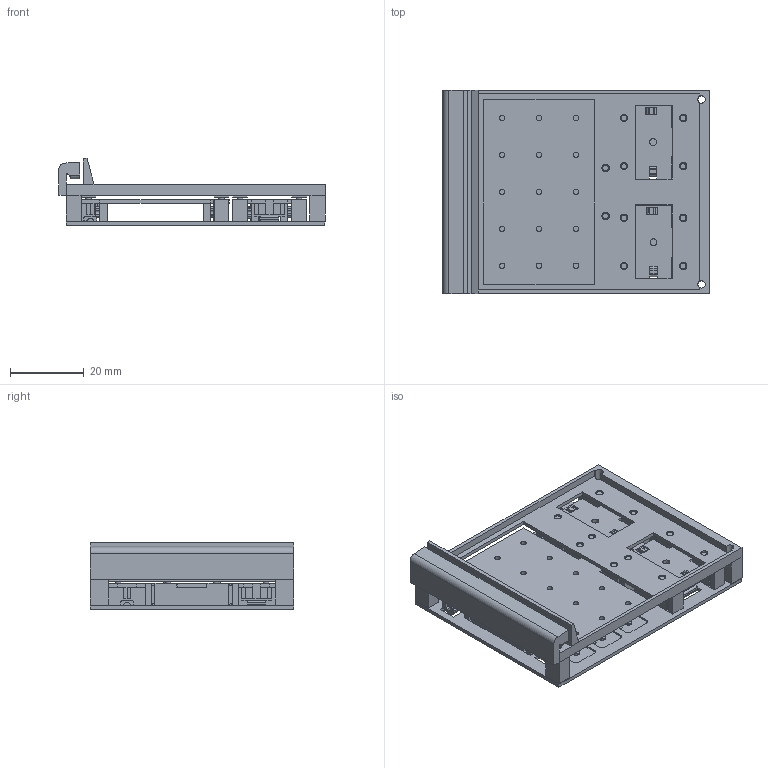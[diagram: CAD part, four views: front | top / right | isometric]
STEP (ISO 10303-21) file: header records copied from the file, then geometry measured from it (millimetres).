
FILE_DESCRIPTION(('FreeCAD Model'),'2;1');
FILE_NAME('Open CASCADE Shape Model','2023-04-01T17:26:34',(''),(''), 'Open CASCADE STEP processor 7.6','FreeCAD','Unknown');
FILE_SCHEMA(('AUTOMOTIVE_DESIGN { 1 0 10303 214 1 1 1 1 }'));
Length unit declared in the file: millimetre
Products named in the file (12): main_module; touch_bottom_asm_001; sensor_grid_suspension_001; sensor_grid_suspension_002; sensor_grid_suspension_003; sensor_grid_suspension_004; sensor_grid_suspension_005; sensor_grid_suspension_006; mov_kb_block_001; mov_joystick_block_001; mov_joystick_block_002; skelet_bench_001
Assembly tree (11 placements, depth 2):
  main_module
    touch_bottom_asm_001
    sensor_grid_suspension_001
    sensor_grid_suspension_002
    sensor_grid_suspension_003
    sensor_grid_suspension_004
    sensor_grid_suspension_005
    sensor_grid_suspension_006
    mov_kb_block_001
    mov_joystick_block_001
    mov_joystick_block_002
    skelet_bench_001
Bounding box: 72 x 55.03 x 18.18 mm (x, y, z)
Volume: 15717.7 mm3; surface area: 35259.2 mm2
Topology: 131 solids, 149 shells, 2323 faces, 5542 edges, 3596 vertices
Faces by surface type: plane 1681, cylinder 642
Full cylindrical faces by diameter (mm): 1 x34, 1.5 x27, 1.857 x2, 2 x74
Entity records: 81279 total; most frequent: CARTESIAN_POINT 11640, DIRECTION 11503, ORIENTED_EDGE 11096, EDGE_CURVE 5542, LINE 4245, VECTOR 4245, AXIS2_PLACEMENT_3D 3629, VERTEX_POINT 3596
